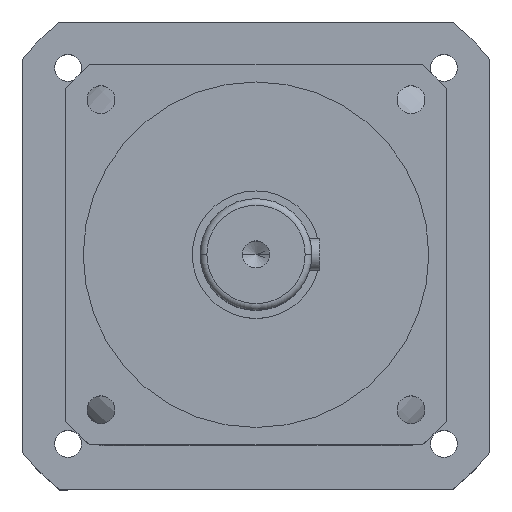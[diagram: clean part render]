
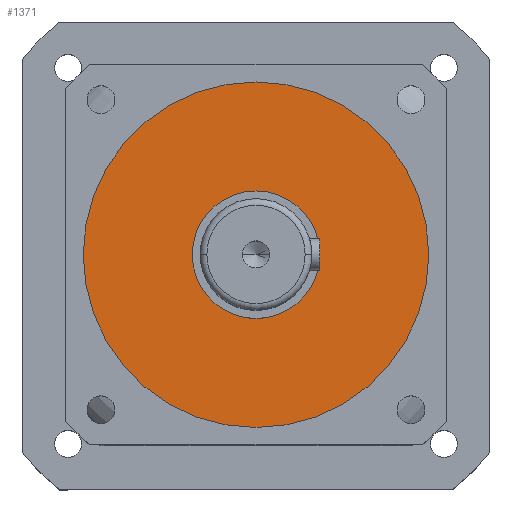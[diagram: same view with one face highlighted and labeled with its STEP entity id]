
A CAD part, top view. The second image highlights one B-rep face of the part: STEP entity #1371.
In plain terms, the highlighted planar face has unit normal (0, 0, 1).
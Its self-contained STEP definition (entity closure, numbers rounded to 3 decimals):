
#38 = DIRECTION ( 'NONE',  ( 1., 0., 0. ) ) ;
#628 = CIRCLE ( 'NONE', #968, 65. ) ;
#968 = AXIS2_PLACEMENT_3D ( 'NONE', #7765, #5904, #1424 ) ;
#986 = EDGE_CURVE ( 'NONE', #11043, #2493, #628, .T. ) ;
#1371 = ADVANCED_FACE ( 'NONE', ( #2699 ), #9924, .T. ) ;
#1424 = DIRECTION ( 'NONE',  ( 1., 0., 0. ) ) ;
#1643 = DIRECTION ( 'NONE',  ( 1., 0., 0. ) ) ;
#1682 = CARTESIAN_POINT ( 'NONE',  ( 0., 0., 244. ) ) ;
#2493 = VERTEX_POINT ( 'NONE', #4718 ) ;
#2642 = DIRECTION ( 'NONE',  ( 0., 0., 1. ) ) ;
#2699 = FACE_OUTER_BOUND ( 'NONE', #7844, .T. ) ;
#3356 = CIRCLE ( 'NONE', #8826, 65. ) ;
#3460 = CARTESIAN_POINT ( 'NONE',  ( -65., 0., 244. ) ) ;
#4718 = CARTESIAN_POINT ( 'NONE',  ( 65., 0., 244. ) ) ;
#5904 = DIRECTION ( 'NONE',  ( 0., 0., 1. ) ) ;
#6926 = AXIS2_PLACEMENT_3D ( 'NONE', #1682, #2642, #1643 ) ;
#7765 = CARTESIAN_POINT ( 'NONE',  ( 0., 0., 244. ) ) ;
#7844 = EDGE_LOOP ( 'NONE', ( #8572, #7972 ) ) ;
#7972 = ORIENTED_EDGE ( 'NONE', *, *, #986, .T. ) ;
#8078 = EDGE_CURVE ( 'NONE', #2493, #11043, #3356, .T. ) ;
#8572 = ORIENTED_EDGE ( 'NONE', *, *, #8078, .T. ) ;
#8826 = AXIS2_PLACEMENT_3D ( 'NONE', #11909, #9187, #38 ) ;
#9187 = DIRECTION ( 'NONE',  ( 0., 0., 1. ) ) ;
#9924 = PLANE ( 'NONE',  #6926 ) ;
#11043 = VERTEX_POINT ( 'NONE', #3460 ) ;
#11909 = CARTESIAN_POINT ( 'NONE',  ( 0., 0., 244. ) ) ;
